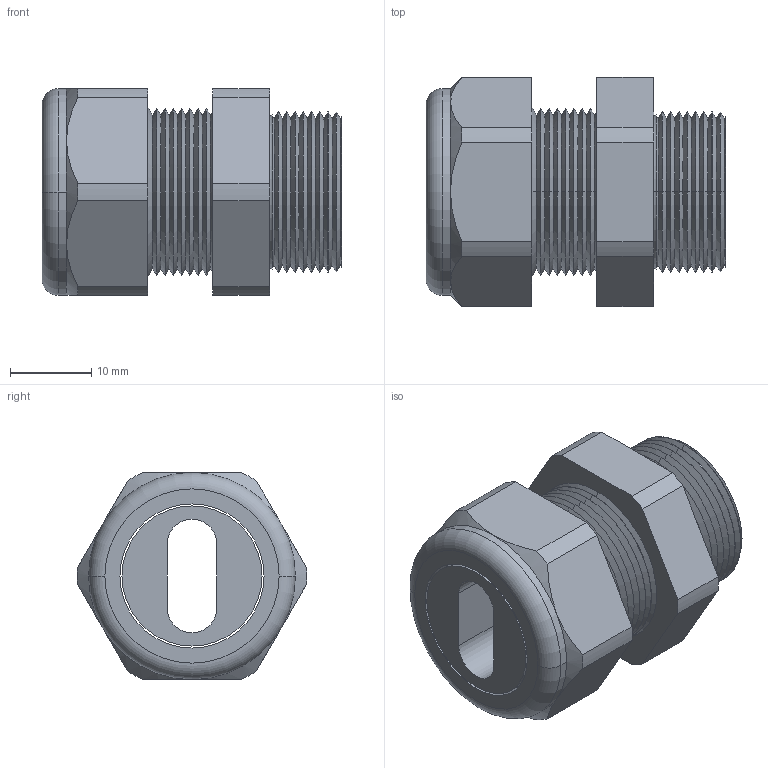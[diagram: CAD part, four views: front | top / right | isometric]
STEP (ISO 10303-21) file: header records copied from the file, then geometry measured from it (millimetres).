
FILE_DESCRIPTION (( 'STEP AP203' ), '1' );
FILE_NAME ('CD16NS-02.STEP', '2008-06-13T15:18:32', ( 'BSI05' ), ( 'BAYSTATE' ), 'SwSTEP 2.0', 'SolidWorks 2007', '' );
FILE_SCHEMA (( 'CONFIG_CONTROL_DESIGN' ));
Length unit declared in the file: inch
Products named in the file (1): CD16NS-02
Bounding box: 36.83 x 28.19 x 25.4 mm (x, y, z)
Volume: 8192.1 mm3; surface area: 8007.3 mm2
Topology: 2 solids, 2 shells, 133 faces, 310 edges, 184 vertices
Faces by surface type: cone 86, plane 21, cylinder 20, torus 6
Entity records: 3927 total; most frequent: DIRECTION 728, CARTESIAN_POINT 712, ORIENTED_EDGE 620, EDGE_CURVE 310, AXIS2_PLACEMENT_3D 296, VERTEX_POINT 184, CIRCLE 162, EDGE_LOOP 140
